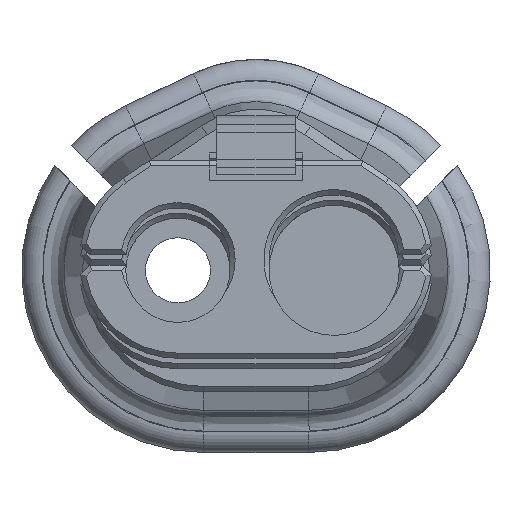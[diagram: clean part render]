
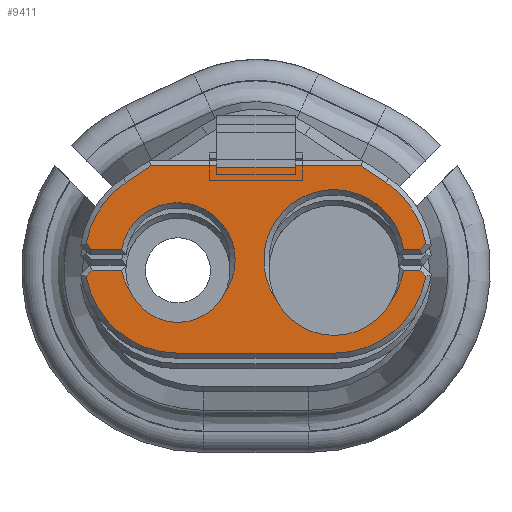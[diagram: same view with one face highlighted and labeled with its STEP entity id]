
A CAD part, front view. The second image highlights one B-rep face of the part: STEP entity #9411.
In plain terms, the highlighted face is planar.
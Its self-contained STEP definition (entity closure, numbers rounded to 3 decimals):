
#364=CIRCLE('',#10220,3.58);
#365=CIRCLE('',#10228,3.58);
#366=CIRCLE('',#10229,3.58);
#367=CIRCLE('',#10230,2.7);
#368=CIRCLE('',#10231,3.58);
#369=CIRCLE('',#10232,2.2);
#934=FACE_OUTER_BOUND('',#1529,.T.);
#1529=EDGE_LOOP('',(#6779,#6780,#6781,#6782,#6783,#6784,#6785,#6786,#6787,
#6788,#6789,#6790,#6791,#6792,#6793,#6794,#6795,#6796));
#2188=LINE('',#15600,#3129);
#2219=LINE('',#15686,#3160);
#2233=LINE('',#15717,#3174);
#2234=LINE('',#15721,#3175);
#2235=LINE('',#15725,#3176);
#2236=LINE('',#15727,#3177);
#2237=LINE('',#15731,#3178);
#2238=LINE('',#15732,#3179);
#2239=LINE('',#15734,#3180);
#2240=LINE('',#15738,#3181);
#2241=LINE('',#15740,#3182);
#2242=LINE('',#15743,#3183);
#3129=VECTOR('',#11533,1.);
#3160=VECTOR('',#11608,1.);
#3174=VECTOR('',#11632,1.);
#3175=VECTOR('',#11635,1.);
#3176=VECTOR('',#11638,1.);
#3177=VECTOR('',#11639,1.);
#3178=VECTOR('',#11642,1.);
#3179=VECTOR('',#11643,1.);
#3180=VECTOR('',#11644,1.);
#3181=VECTOR('',#11647,1.);
#3182=VECTOR('',#11648,1.);
#3183=VECTOR('',#11651,1.);
#4081=VERTEX_POINT('',#15596);
#4082=VERTEX_POINT('',#15598);
#4112=VERTEX_POINT('',#15674);
#4115=VERTEX_POINT('',#15684);
#4126=VERTEX_POINT('',#15715);
#4127=VERTEX_POINT('',#15716);
#4128=VERTEX_POINT('',#15718);
#4129=VERTEX_POINT('',#15720);
#4130=VERTEX_POINT('',#15722);
#4131=VERTEX_POINT('',#15724);
#4132=VERTEX_POINT('',#15726);
#4133=VERTEX_POINT('',#15728);
#4134=VERTEX_POINT('',#15730);
#4135=VERTEX_POINT('',#15733);
#4136=VERTEX_POINT('',#15735);
#4137=VERTEX_POINT('',#15737);
#4138=VERTEX_POINT('',#15739);
#4139=VERTEX_POINT('',#15741);
#5015=EDGE_CURVE('',#4081,#4082,#2188,.T.);
#5054=EDGE_CURVE('',#4112,#4081,#364,.T.);
#5059=EDGE_CURVE('',#4115,#4082,#2219,.T.);
#5073=EDGE_CURVE('',#4126,#4127,#2233,.T.);
#5074=EDGE_CURVE('',#4126,#4128,#365,.T.);
#5075=EDGE_CURVE('',#4128,#4129,#2234,.T.);
#5076=EDGE_CURVE('',#4129,#4130,#366,.T.);
#5077=EDGE_CURVE('',#4131,#4130,#2235,.T.);
#5078=EDGE_CURVE('',#4132,#4131,#2236,.T.);
#5079=EDGE_CURVE('',#4133,#4132,#367,.T.);
#5080=EDGE_CURVE('',#4134,#4133,#2237,.T.);
#5081=EDGE_CURVE('',#4112,#4134,#2238,.T.);
#5082=EDGE_CURVE('',#4115,#4135,#2239,.T.);
#5083=EDGE_CURVE('',#4135,#4136,#368,.T.);
#5084=EDGE_CURVE('',#4137,#4136,#2240,.T.);
#5085=EDGE_CURVE('',#4138,#4137,#2241,.T.);
#5086=EDGE_CURVE('',#4139,#4138,#369,.T.);
#5087=EDGE_CURVE('',#4127,#4139,#2242,.T.);
#6779=ORIENTED_EDGE('',*,*,#5073,.F.);
#6780=ORIENTED_EDGE('',*,*,#5074,.T.);
#6781=ORIENTED_EDGE('',*,*,#5075,.T.);
#6782=ORIENTED_EDGE('',*,*,#5076,.T.);
#6783=ORIENTED_EDGE('',*,*,#5077,.F.);
#6784=ORIENTED_EDGE('',*,*,#5078,.F.);
#6785=ORIENTED_EDGE('',*,*,#5079,.F.);
#6786=ORIENTED_EDGE('',*,*,#5080,.F.);
#6787=ORIENTED_EDGE('',*,*,#5081,.F.);
#6788=ORIENTED_EDGE('',*,*,#5054,.T.);
#6789=ORIENTED_EDGE('',*,*,#5015,.T.);
#6790=ORIENTED_EDGE('',*,*,#5059,.F.);
#6791=ORIENTED_EDGE('',*,*,#5082,.T.);
#6792=ORIENTED_EDGE('',*,*,#5083,.T.);
#6793=ORIENTED_EDGE('',*,*,#5084,.F.);
#6794=ORIENTED_EDGE('',*,*,#5085,.F.);
#6795=ORIENTED_EDGE('',*,*,#5086,.F.);
#6796=ORIENTED_EDGE('',*,*,#5087,.F.);
#8970=PLANE('',#10227);
#9411=ADVANCED_FACE('',(#934),#8970,.T.);
#10220=AXIS2_PLACEMENT_3D('',#15676,#11598,#11599);
#10227=AXIS2_PLACEMENT_3D('',#15714,#11630,#11631);
#10228=AXIS2_PLACEMENT_3D('',#15719,#11633,#11634);
#10229=AXIS2_PLACEMENT_3D('',#15723,#11636,#11637);
#10230=AXIS2_PLACEMENT_3D('',#15729,#11640,#11641);
#10231=AXIS2_PLACEMENT_3D('',#15736,#11645,#11646);
#10232=AXIS2_PLACEMENT_3D('',#15742,#11649,#11650);
#11533=DIRECTION('',(-0.832,0.555,0.));
#11598=DIRECTION('center_axis',(0.,0.,1.));
#11599=DIRECTION('ref_axis',(0.989,0.148,0.));
#11608=DIRECTION('',(1.,0.,0.));
#11630=DIRECTION('center_axis',(0.,0.,1.));
#11631=DIRECTION('ref_axis',(1.,0.,0.));
#11632=DIRECTION('',(0.707,0.707,0.));
#11633=DIRECTION('center_axis',(0.,0.,1.));
#11634=DIRECTION('ref_axis',(-0.989,-0.148,0.));
#11635=DIRECTION('',(1.,0.,0.));
#11636=DIRECTION('center_axis',(0.,0.,1.));
#11637=DIRECTION('ref_axis',(0.,-1.,0.));
#11638=DIRECTION('',(0.707,-0.707,0.));
#11639=DIRECTION('',(1.,0.,0.));
#11640=DIRECTION('center_axis',(0.,0.,1.));
#11641=DIRECTION('ref_axis',(-1.,0.,0.));
#11642=DIRECTION('',(-1.,0.,0.));
#11643=DIRECTION('',(-0.707,-0.707,0.));
#11644=DIRECTION('',(-0.832,-0.555,0.));
#11645=DIRECTION('center_axis',(0.,0.,1.));
#11646=DIRECTION('ref_axis',(-0.555,0.832,0.));
#11647=DIRECTION('',(-0.707,0.707,0.));
#11648=DIRECTION('',(-1.,0.,0.));
#11649=DIRECTION('center_axis',(0.,0.,1.));
#11650=DIRECTION('ref_axis',(-0.995,-0.1,0.));
#11651=DIRECTION('',(1.,0.,0.));
#15596=CARTESIAN_POINT('',(4.986,-17.022,88.5));
#15598=CARTESIAN_POINT('',(4.042,-16.393,88.5));
#15600=CARTESIAN_POINT('',(4.986,-17.022,88.5));
#15674=CARTESIAN_POINT('',(6.524,-19.373,88.5));
#15676=CARTESIAN_POINT('Origin',(3.,-20.,88.5));
#15684=CARTESIAN_POINT('',(-4.042,-16.393,88.5));
#15686=CARTESIAN_POINT('',(-4.103,-16.393,88.5));
#15714=CARTESIAN_POINT('Origin',(0.,-19.528,88.5));
#15715=CARTESIAN_POINT('',(-6.524,-20.627,88.5));
#15716=CARTESIAN_POINT('',(-6.297,-20.4,88.5));
#15717=CARTESIAN_POINT('',(-6.597,-20.7,88.5));
#15718=CARTESIAN_POINT('',(-3.,-23.58,88.5));
#15719=CARTESIAN_POINT('Origin',(-3.,-20.,88.5));
#15720=CARTESIAN_POINT('',(3.,-23.58,88.5));
#15721=CARTESIAN_POINT('',(-3.,-23.58,88.5));
#15722=CARTESIAN_POINT('',(6.524,-20.627,88.5));
#15723=CARTESIAN_POINT('Origin',(3.,-20.,88.5));
#15724=CARTESIAN_POINT('',(6.297,-20.4,88.5));
#15725=CARTESIAN_POINT('',(6.238,-20.341,88.5));
#15726=CARTESIAN_POINT('',(5.67,-20.4,88.5));
#15727=CARTESIAN_POINT('',(5.492,-20.4,88.5));
#15728=CARTESIAN_POINT('',(5.67,-19.6,88.5));
#15729=CARTESIAN_POINT('Origin',(3.,-20.,88.5));
#15730=CARTESIAN_POINT('',(6.297,-19.6,88.5));
#15731=CARTESIAN_POINT('',(6.38,-19.6,88.5));
#15732=CARTESIAN_POINT('',(6.597,-19.3,88.5));
#15733=CARTESIAN_POINT('',(-4.986,-17.022,88.5));
#15734=CARTESIAN_POINT('',(-3.992,-16.359,88.5));
#15735=CARTESIAN_POINT('',(-6.524,-19.373,88.5));
#15736=CARTESIAN_POINT('Origin',(-3.,-20.,88.5));
#15737=CARTESIAN_POINT('',(-6.297,-19.6,88.5));
#15738=CARTESIAN_POINT('',(-6.238,-19.659,88.5));
#15739=CARTESIAN_POINT('',(-5.163,-19.6,88.5));
#15740=CARTESIAN_POINT('',(-4.99,-19.6,88.5));
#15741=CARTESIAN_POINT('',(-5.163,-20.4,88.5));
#15742=CARTESIAN_POINT('Origin',(-3.,-20.,88.5));
#15743=CARTESIAN_POINT('',(-6.38,-20.4,88.5));
